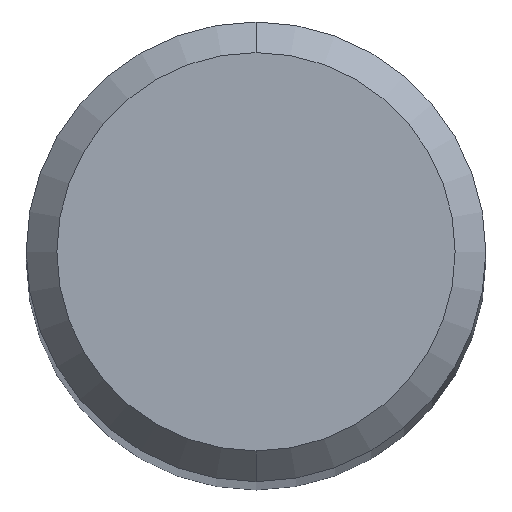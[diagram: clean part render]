
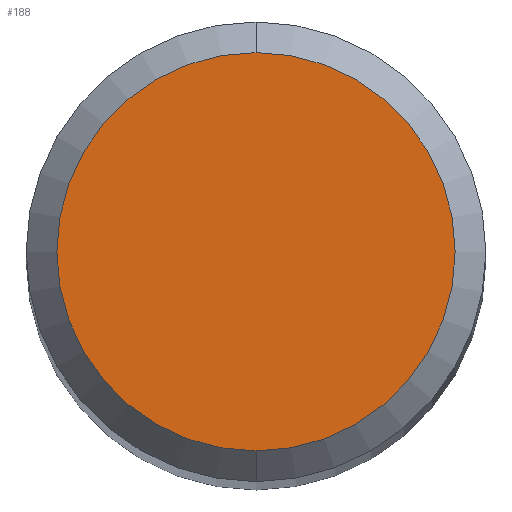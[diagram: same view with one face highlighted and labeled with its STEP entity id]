
A CAD part, top view. The second image highlights one B-rep face of the part: STEP entity #188.
In plain terms, the highlighted planar face has unit normal (0, 0, 1).
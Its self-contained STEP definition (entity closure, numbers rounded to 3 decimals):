
#104=EDGE_CURVE('',#134,#170,#249,.T.);
#134=VERTEX_POINT('',#283);
#170=VERTEX_POINT('',#326);
#182=EDGE_CURVE('',#170,#134,#339,.T.);
#188=ADVANCED_FACE('',(#346),#347,.T.);
#249=CIRCLE('',#408,2.6);
#283=CARTESIAN_POINT('',(0.0,2.6,0.0));
#326=CARTESIAN_POINT('',(0.,-2.6,0.0));
#339=CIRCLE('',#520,2.6);
#346=FACE_OUTER_BOUND('',#529,.T.);
#347=PLANE('',#530);
#408=AXIS2_PLACEMENT_3D('',#578,#579,#580);
#520=AXIS2_PLACEMENT_3D('',#704,#705,#706);
#529=EDGE_LOOP('',(#716,#717));
#530=AXIS2_PLACEMENT_3D('',#718,#719,#720);
#578=CARTESIAN_POINT('',(0.0,0.0,0.0));
#579=DIRECTION('',(0.0,0.0,-1.0));
#580=DIRECTION('',(0.0,1.0,0.0));
#704=CARTESIAN_POINT('',(0.0,0.0,0.0));
#705=DIRECTION('',(0.0,0.0,-1.0));
#706=DIRECTION('',(0.0,1.0,0.0));
#716=ORIENTED_EDGE('',*,*,#104,.F.);
#717=ORIENTED_EDGE('',*,*,#182,.F.);
#718=CARTESIAN_POINT('',(0.0,1.3,0.0));
#719=DIRECTION('',(-0.0,0.0,1.0));
#720=DIRECTION('',(0.0,-1.0,0.0));
